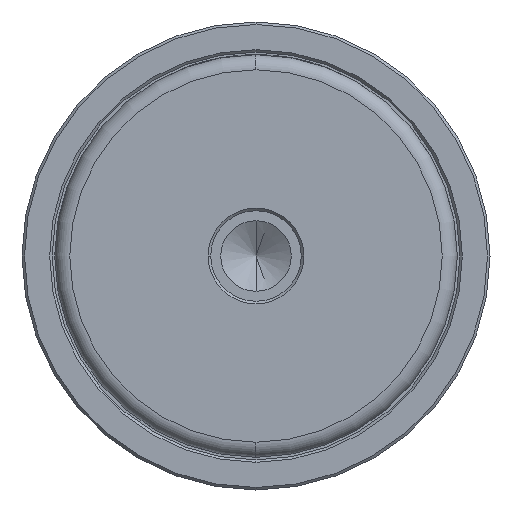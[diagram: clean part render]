
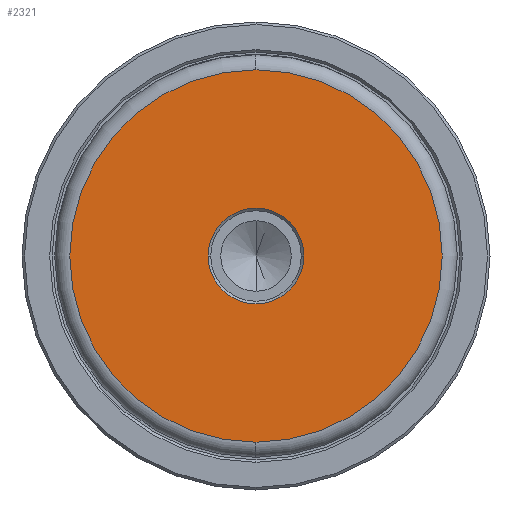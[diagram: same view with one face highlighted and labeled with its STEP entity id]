
A CAD part, left-side view. The second image highlights one B-rep face of the part: STEP entity #2321.
In plain terms, the highlighted planar face has unit normal (-1, 0, 0).
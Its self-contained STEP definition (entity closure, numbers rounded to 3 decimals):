
#41 = CARTESIAN_POINT ( 'NONE',  ( 0., 9.5, 0. ) ) ;
#106 = VERTEX_POINT ( 'NONE', #1836 ) ;
#419 = DIRECTION ( 'NONE',  ( 1., 0., 0. ) ) ;
#584 = CIRCLE ( 'NONE', #1241, 9.5 ) ;
#641 = ORIENTED_EDGE ( 'NONE', *, *, #998, .T. ) ;
#703 = CARTESIAN_POINT ( 'NONE',  ( 0., 0., 0. ) ) ;
#795 = ORIENTED_EDGE ( 'NONE', *, *, #1823, .T. ) ;
#832 = DIRECTION ( 'NONE',  ( 1., 0., 0. ) ) ;
#898 = PLANE ( 'NONE',  #1217 ) ;
#935 = CARTESIAN_POINT ( 'NONE',  ( 0., 0., 0. ) ) ;
#998 = EDGE_CURVE ( 'NONE', #1032, #106, #1598, .T. ) ;
#1032 = VERTEX_POINT ( 'NONE', #1561 ) ;
#1079 = ORIENTED_EDGE ( 'NONE', *, *, #2147, .T. ) ;
#1129 = CARTESIAN_POINT ( 'NONE',  ( 0., 0., 0. ) ) ;
#1153 = DIRECTION ( 'NONE',  ( 0., 0., 1. ) ) ;
#1206 = AXIS2_PLACEMENT_3D ( 'NONE', #935, #2379, #1153 ) ;
#1217 = AXIS2_PLACEMENT_3D ( 'NONE', #703, #1517, #2345 ) ;
#1241 = AXIS2_PLACEMENT_3D ( 'NONE', #2065, #832, #2270 ) ;
#1265 = AXIS2_PLACEMENT_3D ( 'NONE', #1129, #2555, #1335 ) ;
#1335 = DIRECTION ( 'NONE',  ( 0., 0., 1. ) ) ;
#1461 = FACE_OUTER_BOUND ( 'NONE', #1805, .T. ) ;
#1517 = DIRECTION ( 'NONE',  ( -1., 0., 0. ) ) ;
#1561 = CARTESIAN_POINT ( 'NONE',  ( 0., 0., -36.997 ) ) ;
#1579 = EDGE_CURVE ( 'NONE', #1729, #2302, #584, .T. ) ;
#1598 = CIRCLE ( 'NONE', #1265, 36.997 ) ;
#1690 = CARTESIAN_POINT ( 'NONE',  ( 0., 0., 0. ) ) ;
#1729 = VERTEX_POINT ( 'NONE', #2551 ) ;
#1805 = EDGE_LOOP ( 'NONE', ( #795, #641 ) ) ;
#1823 = EDGE_CURVE ( 'NONE', #106, #1032, #2211, .T. ) ;
#1836 = CARTESIAN_POINT ( 'NONE',  ( 0., 0., 36.997 ) ) ;
#1896 = DIRECTION ( 'NONE',  ( 0., 0., 1. ) ) ;
#1968 = FACE_BOUND ( 'NONE', #2244, .T. ) ;
#2065 = CARTESIAN_POINT ( 'NONE',  ( 0., 0., 0. ) ) ;
#2147 = EDGE_CURVE ( 'NONE', #2302, #1729, #2277, .T. ) ;
#2211 = CIRCLE ( 'NONE', #1206, 36.997 ) ;
#2244 = EDGE_LOOP ( 'NONE', ( #2678, #1079 ) ) ;
#2251 = AXIS2_PLACEMENT_3D ( 'NONE', #1690, #419, #1896 ) ;
#2270 = DIRECTION ( 'NONE',  ( 0., 0., 1. ) ) ;
#2277 = CIRCLE ( 'NONE', #2251, 9.5 ) ;
#2302 = VERTEX_POINT ( 'NONE', #41 ) ;
#2321 = ADVANCED_FACE ( 'NONE', ( #1968, #1461 ), #898, .T. ) ;
#2345 = DIRECTION ( 'NONE',  ( 0., 0., 1. ) ) ;
#2379 = DIRECTION ( 'NONE',  ( -1., 0., 0. ) ) ;
#2551 = CARTESIAN_POINT ( 'NONE',  ( 0., -9.5, 0. ) ) ;
#2555 = DIRECTION ( 'NONE',  ( -1., 0., 0. ) ) ;
#2678 = ORIENTED_EDGE ( 'NONE', *, *, #1579, .T. ) ;
